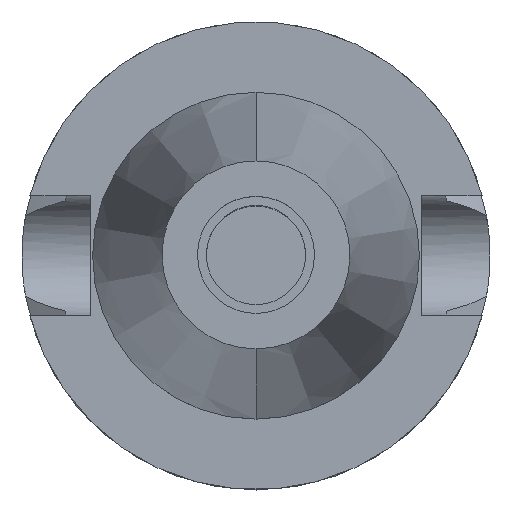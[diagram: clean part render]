
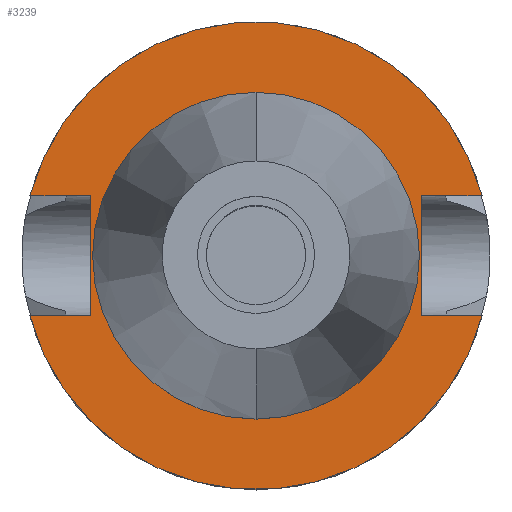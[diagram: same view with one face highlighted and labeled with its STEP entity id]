
A CAD part, top view. The second image highlights one B-rep face of the part: STEP entity #3239.
In plain terms, the highlighted planar face has unit normal (0, 0, 1).
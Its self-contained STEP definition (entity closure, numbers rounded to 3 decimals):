
#67 = LINE ( 'NONE', #1194, #2228 ) ;
#78 = DIRECTION ( 'NONE',  ( -1., 0., 0. ) ) ;
#84 = CIRCLE ( 'NONE', #3559, 50. ) ;
#145 = EDGE_CURVE ( 'NONE', #916, #455, #2005, .T. ) ;
#161 = CIRCLE ( 'NONE', #1934, 34.925 ) ;
#164 = VERTEX_POINT ( 'NONE', #2063 ) ;
#266 = FACE_OUTER_BOUND ( 'NONE', #304, .T. ) ;
#283 = CARTESIAN_POINT ( 'NONE',  ( 35.4, -12.85, -3. ) ) ;
#285 = VERTEX_POINT ( 'NONE', #3018 ) ;
#304 = EDGE_LOOP ( 'NONE', ( #595, #1728, #1428, #1710, #2381, #1290, #3258, #2398 ) ) ;
#404 = DIRECTION ( 'NONE',  ( 1., 0., 0. ) ) ;
#455 = VERTEX_POINT ( 'NONE', #2482 ) ;
#468 = VERTEX_POINT ( 'NONE', #1123 ) ;
#493 = DIRECTION ( 'NONE',  ( 0., -1., 0. ) ) ;
#595 = ORIENTED_EDGE ( 'NONE', *, *, #2484, .T. ) ;
#596 = VECTOR ( 'NONE', #2641, 1000. ) ;
#614 = EDGE_CURVE ( 'NONE', #455, #3181, #2216, .T. ) ;
#625 = CARTESIAN_POINT ( 'NONE',  ( 35.4, -12.85, -3. ) ) ;
#637 = EDGE_CURVE ( 'NONE', #2304, #164, #84, .T. ) ;
#740 = CARTESIAN_POINT ( 'NONE',  ( -48.321, -12.85, -3. ) ) ;
#765 = EDGE_LOOP ( 'NONE', ( #1925, #2577 ) ) ;
#836 = CARTESIAN_POINT ( 'NONE',  ( 0., 0., -3. ) ) ;
#870 = DIRECTION ( 'NONE',  ( -1., 0., 0. ) ) ;
#916 = VERTEX_POINT ( 'NONE', #283 ) ;
#950 = CARTESIAN_POINT ( 'NONE',  ( -35.4, -12.85, -3. ) ) ;
#966 = DIRECTION ( 'NONE',  ( 0., 0., 1. ) ) ;
#981 = VERTEX_POINT ( 'NONE', #1957 ) ;
#1004 = CARTESIAN_POINT ( 'NONE',  ( 0., 0., -3. ) ) ;
#1115 = VECTOR ( 'NONE', #78, 1000. ) ;
#1121 = VECTOR ( 'NONE', #404, 1000. ) ;
#1123 = CARTESIAN_POINT ( 'NONE',  ( -35.4, 12.85, -3. ) ) ;
#1176 = CIRCLE ( 'NONE', #3518, 34.925 ) ;
#1194 = CARTESIAN_POINT ( 'NONE',  ( -35.4, 12.85, -3. ) ) ;
#1290 = ORIENTED_EDGE ( 'NONE', *, *, #637, .F. ) ;
#1300 = DIRECTION ( 'NONE',  ( 0., 0., 1. ) ) ;
#1386 = DIRECTION ( 'NONE',  ( 0., 0., -1. ) ) ;
#1428 = ORIENTED_EDGE ( 'NONE', *, *, #145, .F. ) ;
#1444 = LINE ( 'NONE', #1685, #1467 ) ;
#1466 = CARTESIAN_POINT ( 'NONE',  ( -35.4, -12.85, -3. ) ) ;
#1467 = VECTOR ( 'NONE', #1707, 1000. ) ;
#1685 = CARTESIAN_POINT ( 'NONE',  ( 35.4, 12.85, -3. ) ) ;
#1707 = DIRECTION ( 'NONE',  ( 0., -1., 0. ) ) ;
#1710 = ORIENTED_EDGE ( 'NONE', *, *, #2013, .F. ) ;
#1728 = ORIENTED_EDGE ( 'NONE', *, *, #614, .F. ) ;
#1820 = DIRECTION ( 'NONE',  ( 0., -1., 0. ) ) ;
#1908 = VECTOR ( 'NONE', #3153, 1000. ) ;
#1925 = ORIENTED_EDGE ( 'NONE', *, *, #3097, .F. ) ;
#1934 = AXIS2_PLACEMENT_3D ( 'NONE', #2678, #1300, #1820 ) ;
#1957 = CARTESIAN_POINT ( 'NONE',  ( 0., -34.925, -3. ) ) ;
#1974 = LINE ( 'NONE', #1466, #1908 ) ;
#2001 = CARTESIAN_POINT ( 'NONE',  ( 0., 0., -3. ) ) ;
#2005 = LINE ( 'NONE', #625, #1121 ) ;
#2013 = EDGE_CURVE ( 'NONE', #285, #916, #1444, .T. ) ;
#2056 = CARTESIAN_POINT ( 'NONE',  ( -35.4, -12.85, -3. ) ) ;
#2057 = AXIS2_PLACEMENT_3D ( 'NONE', #836, #1386, #493 ) ;
#2063 = CARTESIAN_POINT ( 'NONE',  ( 48.321, 12.85, -3. ) ) ;
#2177 = EDGE_CURVE ( 'NONE', #285, #164, #3192, .T. ) ;
#2216 = CIRCLE ( 'NONE', #2867, 50. ) ;
#2228 = VECTOR ( 'NONE', #870, 1000. ) ;
#2304 = VERTEX_POINT ( 'NONE', #3328 ) ;
#2381 = ORIENTED_EDGE ( 'NONE', *, *, #2177, .T. ) ;
#2398 = ORIENTED_EDGE ( 'NONE', *, *, #3435, .F. ) ;
#2457 = PLANE ( 'NONE',  #2057 ) ;
#2482 = CARTESIAN_POINT ( 'NONE',  ( 48.321, -12.85, -3. ) ) ;
#2484 = EDGE_CURVE ( 'NONE', #2935, #3181, #3182, .T. ) ;
#2518 = EDGE_CURVE ( 'NONE', #2663, #981, #1176, .T. ) ;
#2577 = ORIENTED_EDGE ( 'NONE', *, *, #2518, .F. ) ;
#2594 = CARTESIAN_POINT ( 'NONE',  ( 0., 0., -3. ) ) ;
#2641 = DIRECTION ( 'NONE',  ( 1., 0., 0. ) ) ;
#2647 = DIRECTION ( 'NONE',  ( 0., -1., 0. ) ) ;
#2649 = DIRECTION ( 'NONE',  ( 0., 1., 0. ) ) ;
#2663 = VERTEX_POINT ( 'NONE', #3198 ) ;
#2678 = CARTESIAN_POINT ( 'NONE',  ( 0., 0., -3. ) ) ;
#2867 = AXIS2_PLACEMENT_3D ( 'NONE', #2594, #3472, #2647 ) ;
#2935 = VERTEX_POINT ( 'NONE', #2056 ) ;
#3018 = CARTESIAN_POINT ( 'NONE',  ( 35.4, 12.85, -3. ) ) ;
#3097 = EDGE_CURVE ( 'NONE', #981, #2663, #161, .T. ) ;
#3124 = DIRECTION ( 'NONE',  ( 0., 0., -1. ) ) ;
#3153 = DIRECTION ( 'NONE',  ( 0., 1., 0. ) ) ;
#3181 = VERTEX_POINT ( 'NONE', #740 ) ;
#3182 = LINE ( 'NONE', #950, #1115 ) ;
#3192 = LINE ( 'NONE', #3274, #596 ) ;
#3198 = CARTESIAN_POINT ( 'NONE',  ( 0., 34.925, -3. ) ) ;
#3216 = DIRECTION ( 'NONE',  ( 0., 1., 0. ) ) ;
#3239 = ADVANCED_FACE ( 'NONE', ( #266, #3338 ), #2457, .F. ) ;
#3258 = ORIENTED_EDGE ( 'NONE', *, *, #3405, .F. ) ;
#3274 = CARTESIAN_POINT ( 'NONE',  ( 35.4, 12.85, -3. ) ) ;
#3328 = CARTESIAN_POINT ( 'NONE',  ( -48.321, 12.85, -3. ) ) ;
#3338 = FACE_BOUND ( 'NONE', #765, .T. ) ;
#3405 = EDGE_CURVE ( 'NONE', #468, #2304, #67, .T. ) ;
#3435 = EDGE_CURVE ( 'NONE', #2935, #468, #1974, .T. ) ;
#3472 = DIRECTION ( 'NONE',  ( 0., 0., -1. ) ) ;
#3518 = AXIS2_PLACEMENT_3D ( 'NONE', #1004, #966, #2649 ) ;
#3559 = AXIS2_PLACEMENT_3D ( 'NONE', #2001, #3124, #3216 ) ;
